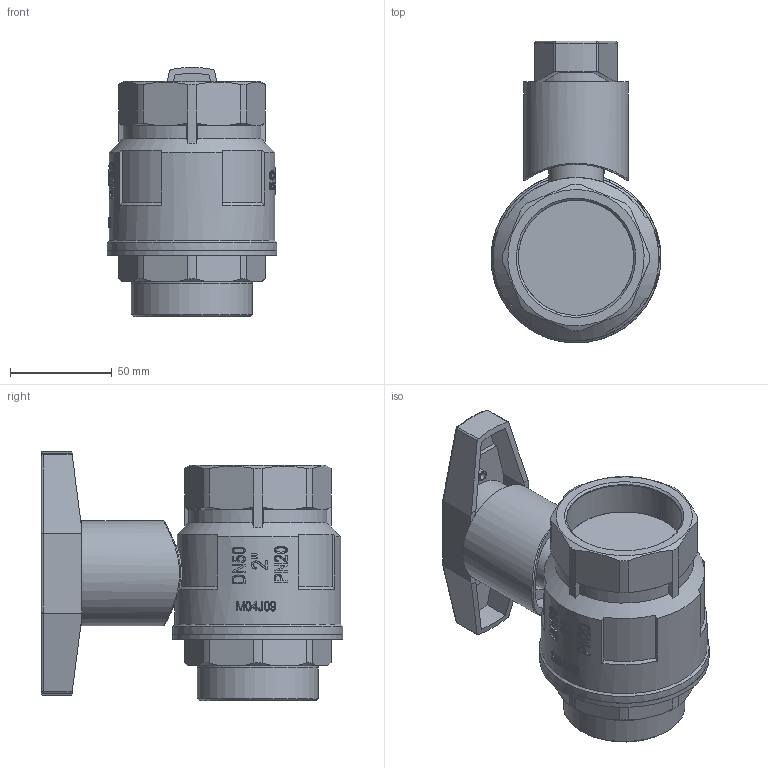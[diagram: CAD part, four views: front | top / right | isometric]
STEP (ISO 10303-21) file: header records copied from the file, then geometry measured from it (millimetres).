
FILE_DESCRIPTION(/* description */ ('Unknown'),/* implementation_level */ '2;1');
FILE_NAME(/* name */ '686-09',/* time_stamp */ '2022-06-15T11:33:40+02:00',/* author */ ('Unknown'),/* organization */ ('Unknown'),/* preprocessor_version */ 'ST-DEVELOPER v16.7',/* originating_system */ 'Solid Edge',/* authorisation */ 'Unknown');
FILE_SCHEMA (('AUTOMOTIVE_DESIGN {1 0 10303 214 3 1 1}'));
Products named in the file (13): 686-09; 610-2-Kvrper-co_oa_0; 600-2-Kvrper; 610-2_Einschraubteil; 600-2-Spindel-co_oa_1; 600-2-Stopfbuchse; 600-2-Spindel; 94000685-09; 00; O-RING; TXINGSHOUBING; XINZI1; VT0801432009-1
Assembly tree (12 placements, depth 3):
  686-09
    610-2-Kvrper-co_oa_0
      600-2-Kvrper
      610-2_Einschraubteil
    600-2-Spindel-co_oa_1
      600-2-Stopfbuchse
      600-2-Spindel
    94000685-09
      00
      O-RING
      TXINGSHOUBING
      XINZI1
      VT0801432009-1
Bounding box: 83.5 x 148.2 x 122.38 mm (x, y, z)
Volume: 235113.5 mm3; surface area: 120350.1 mm2
Topology: 8 solids, 9 shells, 1349 faces, 3748 edges, 2484 vertices
Faces by surface type: plane 1135, cylinder 147, cone 48, torus 8, sphere 6, bspline 5
Full cylindrical faces by diameter (mm): 3.4 x2, 5.3 x2, 5.4 x2, 11.8 x1, 16 x3, 16.1 x1, 16.5 x1, 18 x1, 19 x1, 20 x1, 20.5 x1, 20.52 x1, 22 x1, 26 x1, 27 x1, 30.4 x1, 40.4 x1, 44 x2, 46 x1, 49.5 x2, 51.5 x1, 56.656 x1, 56.658 x2, 59.614 x2, 62 x2, 75 x1, 77 x1, 77.5 x1, 81.5 x1, 83.5 x2
Entity records: 56883 total; most frequent: CARTESIAN_POINT 12382, DIRECTION 8329, ORIENTED_EDGE 7318, EDGE_CURVE 3663, AXIS2_PLACEMENT_3D 3417, VERTEX_POINT 2458, ELLIPSE 1635, LINE 1495
